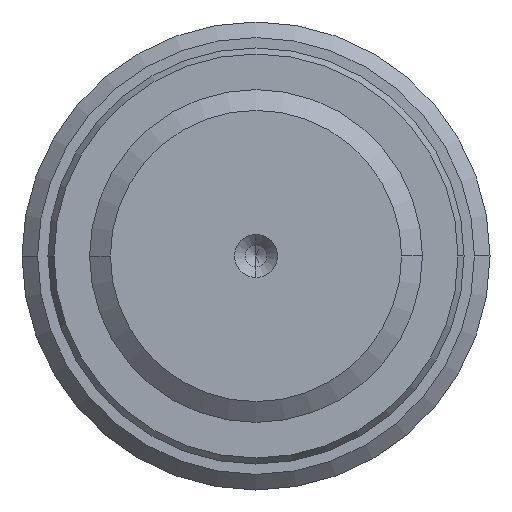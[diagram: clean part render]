
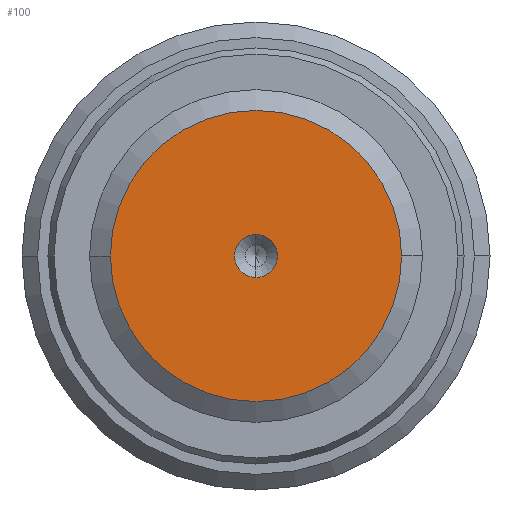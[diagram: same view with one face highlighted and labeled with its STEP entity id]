
A CAD part, left-side view. The second image highlights one B-rep face of the part: STEP entity #100.
In plain terms, the highlighted planar face has unit normal (-1, 0, 0).
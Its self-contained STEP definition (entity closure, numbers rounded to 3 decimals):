
#8 = DIRECTION ( 'NONE',  ( -1., 0., 0. ) ) ;
#100 = ADVANCED_FACE ( 'NONE', ( #3003, #2065 ), #1462, .T. ) ;
#130 = DIRECTION ( 'NONE',  ( -1., 0., 0. ) ) ;
#232 = CARTESIAN_POINT ( 'NONE',  ( 0., 0., 0. ) ) ;
#463 = CIRCLE ( 'NONE', #3128, 14. ) ;
#617 = DIRECTION ( 'NONE',  ( 0., -1., 0. ) ) ;
#640 = VERTEX_POINT ( 'NONE', #1538 ) ;
#808 = CARTESIAN_POINT ( 'NONE',  ( 0., 14., 0. ) ) ;
#1059 = EDGE_CURVE ( 'NONE', #640, #2296, #3177, .T. ) ;
#1078 = CARTESIAN_POINT ( 'NONE',  ( 0., 0., 2.075 ) ) ;
#1109 = CARTESIAN_POINT ( 'NONE',  ( 0., 0., 0. ) ) ;
#1194 = ORIENTED_EDGE ( 'NONE', *, *, #1234, .T. ) ;
#1234 = EDGE_CURVE ( 'NONE', #3042, #1960, #2738, .T. ) ;
#1412 = DIRECTION ( 'NONE',  ( 0., -1., 0. ) ) ;
#1434 = AXIS2_PLACEMENT_3D ( 'NONE', #2324, #3218, #3604 ) ;
#1462 = PLANE ( 'NONE',  #3700 ) ;
#1538 = CARTESIAN_POINT ( 'NONE',  ( 0., 0., -2.075 ) ) ;
#1724 = EDGE_CURVE ( 'NONE', #2296, #640, #3451, .T. ) ;
#1817 = DIRECTION ( 'NONE',  ( 1., 0., 0. ) ) ;
#1825 = ORIENTED_EDGE ( 'NONE', *, *, #1724, .T. ) ;
#1834 = AXIS2_PLACEMENT_3D ( 'NONE', #232, #1817, #617 ) ;
#1856 = EDGE_CURVE ( 'NONE', #1960, #3042, #463, .T. ) ;
#1866 = EDGE_LOOP ( 'NONE', ( #1194, #3890 ) ) ;
#1960 = VERTEX_POINT ( 'NONE', #3523 ) ;
#2065 = FACE_OUTER_BOUND ( 'NONE', #1866, .T. ) ;
#2209 = CARTESIAN_POINT ( 'NONE',  ( 0., 0., 0. ) ) ;
#2240 = ORIENTED_EDGE ( 'NONE', *, *, #1059, .T. ) ;
#2296 = VERTEX_POINT ( 'NONE', #1078 ) ;
#2324 = CARTESIAN_POINT ( 'NONE',  ( 0., 0., 0. ) ) ;
#2391 = DIRECTION ( 'NONE',  ( 0., -1., 0. ) ) ;
#2738 = CIRCLE ( 'NONE', #1434, 14. ) ;
#3003 = FACE_BOUND ( 'NONE', #3270, .T. ) ;
#3042 = VERTEX_POINT ( 'NONE', #808 ) ;
#3128 = AXIS2_PLACEMENT_3D ( 'NONE', #2209, #8, #4012 ) ;
#3177 = CIRCLE ( 'NONE', #1834, 2.075 ) ;
#3218 = DIRECTION ( 'NONE',  ( -1., 0., 0. ) ) ;
#3270 = EDGE_LOOP ( 'NONE', ( #1825, #2240 ) ) ;
#3451 = CIRCLE ( 'NONE', #3968, 2.075 ) ;
#3523 = CARTESIAN_POINT ( 'NONE',  ( 0., -14., 0. ) ) ;
#3604 = DIRECTION ( 'NONE',  ( 0., -1., 0. ) ) ;
#3653 = DIRECTION ( 'NONE',  ( 1., 0., 0. ) ) ;
#3700 = AXIS2_PLACEMENT_3D ( 'NONE', #1109, #130, #1412 ) ;
#3890 = ORIENTED_EDGE ( 'NONE', *, *, #1856, .T. ) ;
#3952 = CARTESIAN_POINT ( 'NONE',  ( 0., 0., 0. ) ) ;
#3968 = AXIS2_PLACEMENT_3D ( 'NONE', #3952, #3653, #2391 ) ;
#4012 = DIRECTION ( 'NONE',  ( 0., -1., 0. ) ) ;
